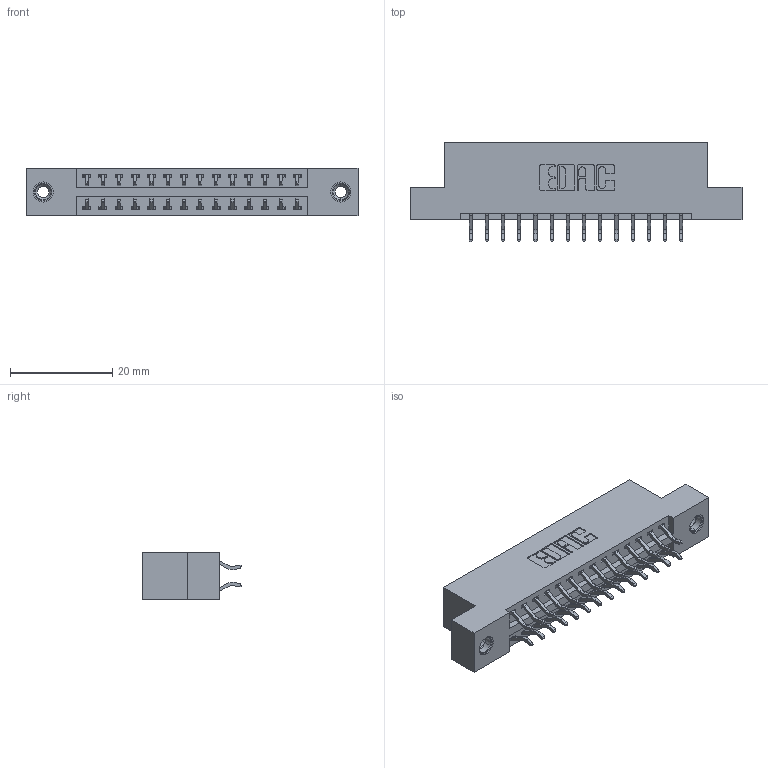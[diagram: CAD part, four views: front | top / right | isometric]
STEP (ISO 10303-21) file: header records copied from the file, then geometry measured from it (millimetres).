
FILE_DESCRIPTION (( 'STEP AP203' ), '1' );
FILE_NAME ('346-028-556-208.STEP', '2018-08-22T02:15:02', ( '' ), ( '' ), 'SwSTEP 2.0', 'SolidWorks 2016', '' );
FILE_SCHEMA (( 'CONFIG_CONTROL_DESIGN' ));
Length unit declared in the file: inch
Products named in the file (4): 346 Part_Flush Mounting Lugs - 0.156 Dia-TI; 345-292-001_556 Tail; 345-250-001_345-250-003-102; 346-028-556-208
Assembly tree (31 placements, depth 2):
  346-028-556-208
    346 Part_Flush Mounting Lugs - 0.156 Dia-TI
    345-292-001_556 Tail  x28
    345-250-001_345-250-003-102  x2
Bounding box: 65.02 x 19.57 x 9.4 mm (x, y, z)
Volume: 6115.6 mm3; surface area: 7960.2 mm2
Topology: 31 solids, 31 shells, 1806 faces, 5309 edges, 3494 vertices
Faces by surface type: plane 1200, cylinder 590, cone 12, torus 4
Entity records: 14312 total; most frequent: CARTESIAN_POINT 2395, ORIENTED_EDGE 2310, DIRECTION 2177, EDGE_CURVE 1155, VECTOR 939, LINE 939, VERTEX_POINT 764, AXIS2_PLACEMENT_3D 619
